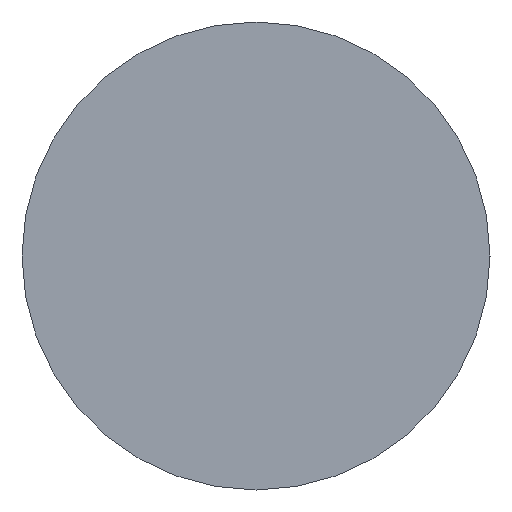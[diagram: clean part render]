
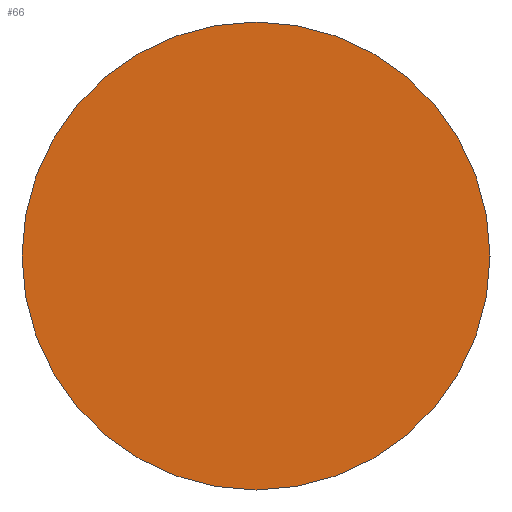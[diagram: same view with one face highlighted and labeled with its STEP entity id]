
A CAD part, left-side view. The second image highlights one B-rep face of the part: STEP entity #66.
In plain terms, the highlighted planar face has unit normal (-1, 0, 0).
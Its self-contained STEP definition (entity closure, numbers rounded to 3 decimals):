
#18=PLANE('',#89);
#23=FACE_OUTER_BOUND('',#29,.T.);
#29=EDGE_LOOP('',(#59));
#37=CIRCLE('',#87,7.);
#41=VERTEX_POINT('',#123);
#47=EDGE_CURVE('',#41,#41,#37,.T.);
#59=ORIENTED_EDGE('',*,*,#47,.F.);
#66=ADVANCED_FACE('',(#23),#18,.F.);
#87=AXIS2_PLACEMENT_3D('',#125,#106,#107);
#89=AXIS2_PLACEMENT_3D('',#127,#110,#111);
#106=DIRECTION('center_axis',(1.,0.,0.));
#107=DIRECTION('ref_axis',(0.,1.,0.));
#110=DIRECTION('center_axis',(1.,0.,0.));
#111=DIRECTION('ref_axis',(0.,1.,0.));
#123=CARTESIAN_POINT('',(0.,-7.,0.));
#125=CARTESIAN_POINT('Origin',(0.,0.,0.));
#127=CARTESIAN_POINT('Origin',(0.,0.,0.));
